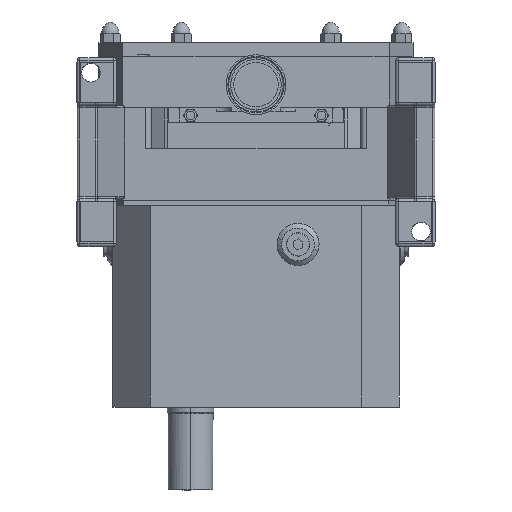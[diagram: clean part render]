
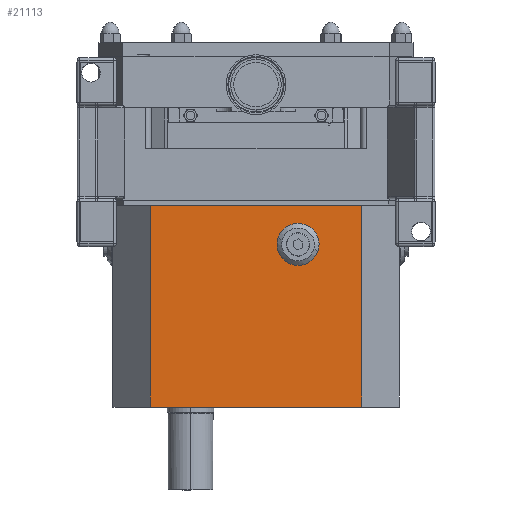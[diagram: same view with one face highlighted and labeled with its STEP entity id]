
A CAD part, front view. The second image highlights one B-rep face of the part: STEP entity #21113.
In plain terms, the highlighted planar face has unit normal (0, -1, 0).
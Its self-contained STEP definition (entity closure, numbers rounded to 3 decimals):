
#17 = CARTESIAN_POINT ( 'NONE',  ( 113.169, -96.996, -317.95 ) ) ;
#1154 = CARTESIAN_POINT ( 'NONE',  ( 113.169, -96.996, -320.95 ) ) ;
#1448 = EDGE_CURVE ( 'NONE', #8129, #3387, #22121, .T. ) ;
#1865 = PLANE ( 'NONE',  #13142 ) ;
#3387 = VERTEX_POINT ( 'NONE', #10668 ) ;
#4662 = VECTOR ( 'NONE', #16087, 1000. ) ;
#5875 = DIRECTION ( 'NONE',  ( -1., 0., 0. ) ) ;
#7199 = DIRECTION ( 'NONE',  ( 0., 0., 1. ) ) ;
#7353 = DIRECTION ( 'NONE',  ( 0., 0., 1. ) ) ;
#8129 = VERTEX_POINT ( 'NONE', #13804 ) ;
#8379 = CARTESIAN_POINT ( 'NONE',  ( 113.169, -96.996, -317.95 ) ) ;
#8826 = EDGE_CURVE ( 'NONE', #21204, #27371, #31149, .T. ) ;
#8827 = EDGE_CURVE ( 'NONE', #27371, #10628, #27989, .T. ) ;
#8940 = ORIENTED_EDGE ( 'NONE', *, *, #29666, .F. ) ;
#9518 = ORIENTED_EDGE ( 'NONE', *, *, #24573, .F. ) ;
#9897 = CARTESIAN_POINT ( 'NONE',  ( 45., -96.996, -146.95 ) ) ;
#10542 = CARTESIAN_POINT ( 'NONE',  ( 113.169, -96.996, -320.95 ) ) ;
#10628 = VERTEX_POINT ( 'NONE', #21722 ) ;
#10668 = CARTESIAN_POINT ( 'NONE',  ( 51.482, -96.996, -125.404 ) ) ;
#11186 = DIRECTION ( 'NONE',  ( -1., 0., 0. ) ) ;
#11539 = EDGE_LOOP ( 'NONE', ( #23148, #23546, #8940, #26373 ) ) ;
#11649 = LINE ( 'NONE', #16977, #27462 ) ;
#12562 = FACE_OUTER_BOUND ( 'NONE', #11539, .T. ) ;
#12787 = DIRECTION ( 'NONE',  ( 0., -1., 0. ) ) ;
#13142 = AXIS2_PLACEMENT_3D ( 'NONE', #17, #32829, #7353 ) ;
#13804 = CARTESIAN_POINT ( 'NONE',  ( 38.518, -96.996, -168.496 ) ) ;
#14167 = DIRECTION ( 'NONE',  ( 0., 0., 1. ) ) ;
#14892 = CIRCLE ( 'NONE', #27575, 22.5 ) ;
#15461 = CARTESIAN_POINT ( 'NONE',  ( 45., -96.996, -146.95 ) ) ;
#16087 = DIRECTION ( 'NONE',  ( 0., 0., 1. ) ) ;
#16208 = LINE ( 'NONE', #1154, #31407 ) ;
#16977 = CARTESIAN_POINT ( 'NONE',  ( -113.169, -96.996, -317.95 ) ) ;
#17878 = DIRECTION ( 'NONE',  ( 0., -1., 0. ) ) ;
#17939 = CARTESIAN_POINT ( 'NONE',  ( -113.169, -96.996, -320.95 ) ) ;
#21113 = ADVANCED_FACE ( 'NONE', ( #22510, #12562 ), #1865, .F. ) ;
#21204 = VERTEX_POINT ( 'NONE', #10542 ) ;
#21722 = CARTESIAN_POINT ( 'NONE',  ( -113.169, -96.996, -104.95 ) ) ;
#22121 = CIRCLE ( 'NONE', #28512, 22.5 ) ;
#22510 = FACE_BOUND ( 'NONE', #28443, .T. ) ;
#23148 = ORIENTED_EDGE ( 'NONE', *, *, #8827, .T. ) ;
#23546 = ORIENTED_EDGE ( 'NONE', *, *, #26880, .F. ) ;
#24573 = EDGE_CURVE ( 'NONE', #3387, #8129, #14892, .T. ) ;
#25540 = DIRECTION ( 'NONE',  ( 0., 0., 1. ) ) ;
#25856 = CARTESIAN_POINT ( 'NONE',  ( 113.169, -96.996, -104.95 ) ) ;
#26373 = ORIENTED_EDGE ( 'NONE', *, *, #8826, .T. ) ;
#26880 = EDGE_CURVE ( 'NONE', #31292, #10628, #11649, .T. ) ;
#27371 = VERTEX_POINT ( 'NONE', #25856 ) ;
#27462 = VECTOR ( 'NONE', #14167, 1000. ) ;
#27575 = AXIS2_PLACEMENT_3D ( 'NONE', #9897, #17878, #7199 ) ;
#27989 = LINE ( 'NONE', #28647, #32315 ) ;
#28443 = EDGE_LOOP ( 'NONE', ( #9518, #30444 ) ) ;
#28512 = AXIS2_PLACEMENT_3D ( 'NONE', #15461, #12787, #25540 ) ;
#28647 = CARTESIAN_POINT ( 'NONE',  ( 113.169, -96.996, -104.95 ) ) ;
#29666 = EDGE_CURVE ( 'NONE', #21204, #31292, #16208, .T. ) ;
#30444 = ORIENTED_EDGE ( 'NONE', *, *, #1448, .F. ) ;
#31149 = LINE ( 'NONE', #8379, #4662 ) ;
#31292 = VERTEX_POINT ( 'NONE', #17939 ) ;
#31407 = VECTOR ( 'NONE', #11186, 1000. ) ;
#32315 = VECTOR ( 'NONE', #5875, 1000. ) ;
#32829 = DIRECTION ( 'NONE',  ( 0., 1., 0. ) ) ;
